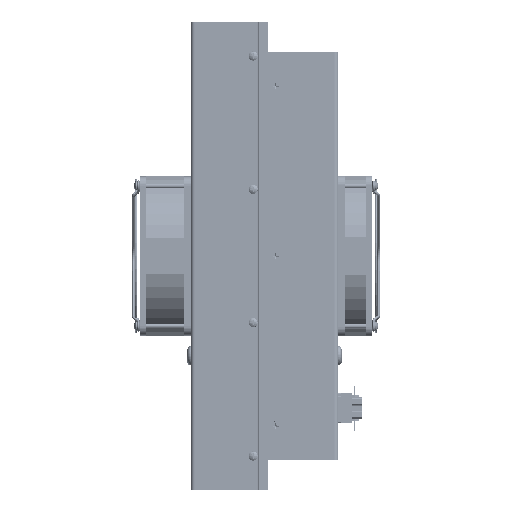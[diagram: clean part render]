
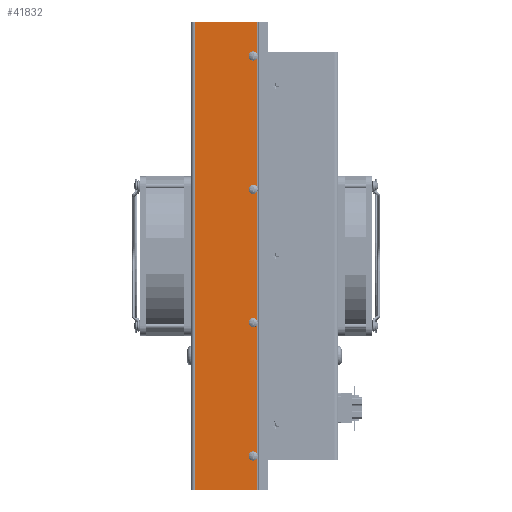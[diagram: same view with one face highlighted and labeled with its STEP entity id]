
A CAD part, left-side view. The second image highlights one B-rep face of the part: STEP entity #41832.
In plain terms, the highlighted face is planar.
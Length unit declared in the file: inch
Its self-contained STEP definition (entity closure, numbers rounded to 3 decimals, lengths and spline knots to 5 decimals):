
#4482=PLANE('',#44285);
#6555=VECTOR('',#67998,1.);
#6573=VECTOR('',#68037,1.);
#6586=VECTOR('',#68067,1.);
#6589=VECTOR('',#68074,1.);
#9928=LINE('',#51099,#6555);
#9946=LINE('',#51148,#6573);
#9959=LINE('',#51183,#6586);
#9962=LINE('',#51190,#6589);
#12452=CIRCLE('',#44172,0.085);
#12456=CIRCLE('',#44177,0.085);
#12460=CIRCLE('',#44182,0.085);
#12464=CIRCLE('',#44187,0.085);
#14976=EDGE_CURVE('',#35270,#35270,#12452,.T.);
#14980=EDGE_CURVE('',#35274,#35274,#12456,.T.);
#14984=EDGE_CURVE('',#35278,#35278,#12460,.T.);
#14988=EDGE_CURVE('',#35282,#35282,#12464,.T.);
#15087=EDGE_CURVE('',#35356,#35357,#9928,.T.);
#15112=EDGE_CURVE('',#35357,#35375,#9946,.T.);
#15130=EDGE_CURVE('',#35375,#35386,#9959,.T.);
#15134=EDGE_CURVE('',#35386,#35356,#9962,.T.);
#23230=ORIENTED_EDGE('',*,*,#14976,.T.);
#23231=ORIENTED_EDGE('',*,*,#14980,.T.);
#23232=ORIENTED_EDGE('',*,*,#14984,.T.);
#23233=ORIENTED_EDGE('',*,*,#14988,.T.);
#23234=ORIENTED_EDGE('',*,*,#15130,.F.);
#23235=ORIENTED_EDGE('',*,*,#15112,.F.);
#23236=ORIENTED_EDGE('',*,*,#15087,.F.);
#23237=ORIENTED_EDGE('',*,*,#15134,.F.);
#32075=EDGE_LOOP('',(#23230));
#32076=EDGE_LOOP('',(#23231));
#32077=EDGE_LOOP('',(#23232));
#32078=EDGE_LOOP('',(#23233));
#32079=EDGE_LOOP('',(#23234,#23235,#23236,#23237));
#35270=VERTEX_POINT('',#50814);
#35274=VERTEX_POINT('',#50823);
#35278=VERTEX_POINT('',#50832);
#35282=VERTEX_POINT('',#50841);
#35356=VERTEX_POINT('',#51098);
#35357=VERTEX_POINT('',#51100);
#35375=VERTEX_POINT('',#51149);
#35386=VERTEX_POINT('',#51182);
#39193=FACE_BOUND('',#32075,.T.);
#39194=FACE_BOUND('',#32076,.T.);
#39195=FACE_BOUND('',#32077,.T.);
#39196=FACE_BOUND('',#32078,.T.);
#39197=FACE_BOUND('',#32079,.T.);
#41832=ADVANCED_FACE('',(#39193,#39194,#39195,#39196,#39197),#4482,.T.);
#44172=AXIS2_PLACEMENT_3D('',#50813,#67794,#67795);
#44177=AXIS2_PLACEMENT_3D('',#50822,#67804,#67805);
#44182=AXIS2_PLACEMENT_3D('',#50831,#67814,#67815);
#44187=AXIS2_PLACEMENT_3D('',#50840,#67824,#67825);
#44285=AXIS2_PLACEMENT_3D('',#51196,#68083,$);
#50813=CARTESIAN_POINT('',(5.885,2.418,1.84));
#50814=CARTESIAN_POINT('',(5.885,2.418,1.925));
#50822=CARTESIAN_POINT('',(1.961,2.418,1.84));
#50823=CARTESIAN_POINT('',(1.961,2.418,1.925));
#50831=CARTESIAN_POINT('',(-1.961,2.418,1.84));
#50832=CARTESIAN_POINT('',(-1.961,2.418,1.925));
#50840=CARTESIAN_POINT('',(-5.885,2.418,1.84));
#50841=CARTESIAN_POINT('',(-5.885,2.418,1.925));
#51098=CARTESIAN_POINT('',(-6.885,2.418,0.126));
#51099=CARTESIAN_POINT('',(0.,2.418,0.126));
#51100=CARTESIAN_POINT('',(6.885,2.418,0.126));
#51148=CARTESIAN_POINT('',(6.885,2.418,2.09));
#51149=CARTESIAN_POINT('',(6.885,2.418,1.964));
#51182=CARTESIAN_POINT('',(-6.885,2.418,1.964));
#51183=CARTESIAN_POINT('',(0.,2.418,1.964));
#51190=CARTESIAN_POINT('',(-6.885,2.418,0.06019));
#51196=CARTESIAN_POINT('',(0.,2.418,1.0751));
#67794=DIRECTION('',(0.,-1.,0.));
#67795=DIRECTION('',(0.,0.,-0.085));
#67804=DIRECTION('',(0.,-1.,0.));
#67805=DIRECTION('',(0.,0.,-0.085));
#67814=DIRECTION('',(0.,-1.,0.));
#67815=DIRECTION('',(0.,0.,-0.085));
#67824=DIRECTION('',(0.,-1.,0.));
#67825=DIRECTION('',(0.,0.,-0.085));
#67998=DIRECTION('',(1.,0.,0.));
#68037=DIRECTION('',(0.,0.,1.));
#68067=DIRECTION('',(-1.,0.,0.));
#68074=DIRECTION('',(0.,0.,-1.));
#68083=DIRECTION('',(0.,1.,0.));
